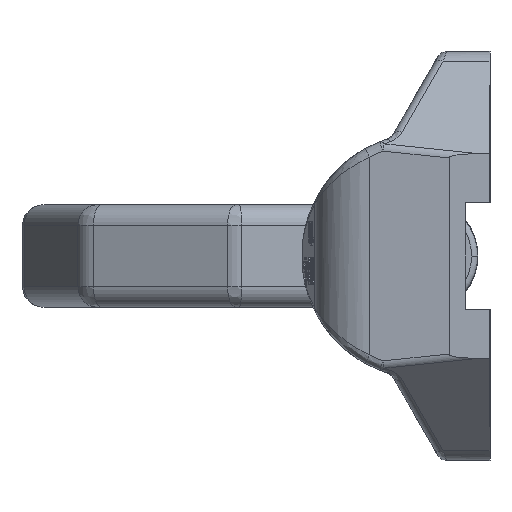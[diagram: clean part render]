
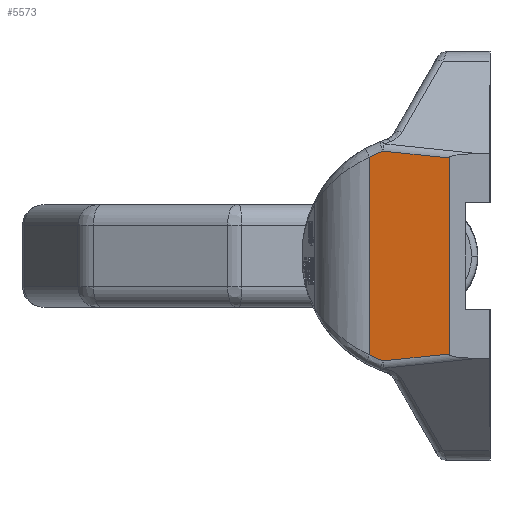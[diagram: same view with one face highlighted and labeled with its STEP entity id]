
A CAD part, left-side view. The second image highlights one B-rep face of the part: STEP entity #5573.
In plain terms, the highlighted planar face has unit normal (-0.995, 0.104, 0).
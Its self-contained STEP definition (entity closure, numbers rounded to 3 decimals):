
#167=CARTESIAN_POINT('',(-46.,10.,-23.951));
#181=DIRECTION('',(0.,0.,1.));
#182=VECTOR('',#181,47.902);
#183=CARTESIAN_POINT('',(-46.,10.,-23.951));
#184=LINE('',#183,#182);
#197=CARTESIAN_POINT('',(-46.,10.,23.951));
#1296=DIRECTION('',(0.,0.,-1.));
#1297=VECTOR('',#1296,48.281);
#1298=CARTESIAN_POINT('',(-43.958,29.433,24.14));
#1299=LINE('',#1298,#1297);
#1310=DIRECTION('',(-0.104,-0.989,0.104));
#1311=VECTOR('',#1310,16.353);
#1312=CARTESIAN_POINT('',(-44.3,26.175,
-25.651));
#1313=LINE('',#1312,#1311);
#1314=CARTESIAN_POINT('',(-43.958,29.433,
-24.14));
#1315=CARTESIAN_POINT('',(-44.013,28.906,
-24.428));
#1316=CARTESIAN_POINT('',(-44.125,27.835,
-24.967));
#1317=CARTESIAN_POINT('',(-44.241,26.734,
-25.435));
#1318=CARTESIAN_POINT('',(-44.3,26.175,
-25.651));
#1320=CARTESIAN_POINT('',(-44.3,26.175,25.651));
#1321=CARTESIAN_POINT('',(-44.241,26.734,25.435));
#1322=CARTESIAN_POINT('',(-44.125,27.835,24.967));
#1323=CARTESIAN_POINT('',(-44.013,28.906,24.428));
#1324=CARTESIAN_POINT('',(-43.958,29.433,24.14));
#1326=DIRECTION('',(0.104,0.989,0.104));
#1327=VECTOR('',#1326,16.353);
#1328=CARTESIAN_POINT('',(-46.,10.,23.951));
#1329=LINE('',#1328,#1327);
#4190=VERTEX_POINT('',#167);
#4194=CARTESIAN_POINT('',(-44.3,26.175,
-25.651));
#4195=VERTEX_POINT('',#4194);
#4198=VERTEX_POINT('',#1314);
#4211=VERTEX_POINT('',#197);
#4212=CARTESIAN_POINT('',(-44.3,26.175,25.651));
#4213=VERTEX_POINT('',#4212);
#4218=VERTEX_POINT('',#1324);
#5558=CARTESIAN_POINT('',(-46.,10.,60.));
#5559=DIRECTION('',(0.995,-0.105,0.));
#5560=DIRECTION('',(0.105,0.995,0.));
#5561=AXIS2_PLACEMENT_3D('',#5558,#5559,#5560);
#5562=PLANE('',#5561);
#5563=ORIENTED_EDGE('',*,*,#4518,.F.);
#5564=ORIENTED_EDGE('',*,*,#5550,.F.);
#5565=ORIENTED_EDGE('',*,*,#5459,.F.);
#5567=ORIENTED_EDGE('',*,*,#5566,.F.);
#5569=ORIENTED_EDGE('',*,*,#5568,.F.);
#5570=ORIENTED_EDGE('',*,*,#4475,.F.);
#5571=EDGE_LOOP('',(#5563,#5564,#5565,#5567,#5569,#5570));
#5572=FACE_OUTER_BOUND('',#5571,.F.);
#5573=ADVANCED_FACE('',(#5572),#5562,.F.);
#1319=B_SPLINE_CURVE_WITH_KNOTS('',3,(#1314,#1315,#1316,#1317,#1318),
.UNSPECIFIED.,.F.,.F.,(4,1,4),(0.,0.5,1.),.UNSPECIFIED.);
#1325=B_SPLINE_CURVE_WITH_KNOTS('',3,(#1320,#1321,#1322,#1323,#1324),
.UNSPECIFIED.,.F.,.F.,(4,1,4),(0.,0.5,1.),.UNSPECIFIED.);
#4475=EDGE_CURVE('',#4190,#4211,#184,.T.);
#4518=EDGE_CURVE('',#4195,#4190,#1313,.T.);
#5459=EDGE_CURVE('',#4218,#4198,#1299,.T.);
#5550=EDGE_CURVE('',#4198,#4195,#1319,.T.);
#5566=EDGE_CURVE('',#4213,#4218,#1325,.T.);
#5568=EDGE_CURVE('',#4211,#4213,#1329,.T.);
